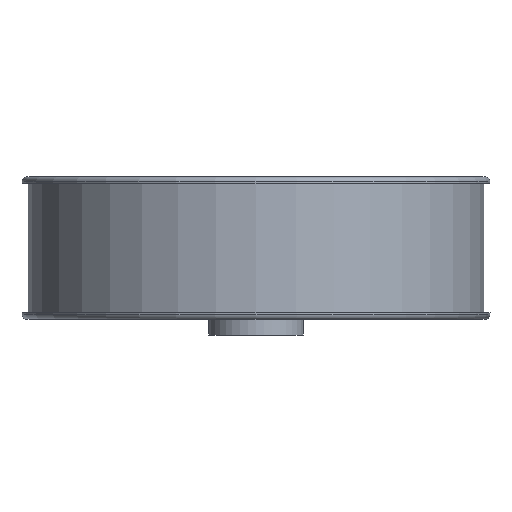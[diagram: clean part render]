
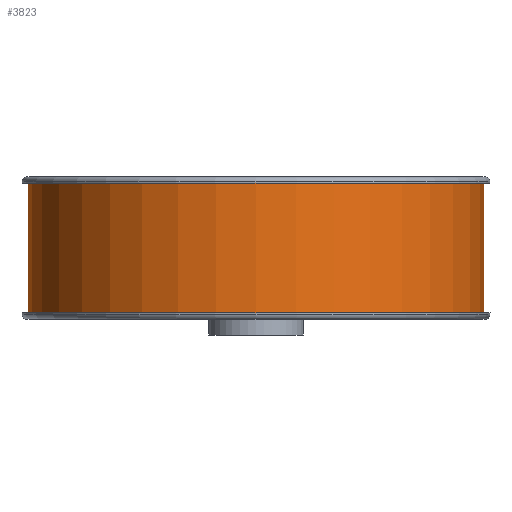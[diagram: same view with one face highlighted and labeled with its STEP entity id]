
A CAD part, front view. The second image highlights one B-rep face of the part: STEP entity #3823.
In plain terms, the highlighted cylindrical face has radius 45.72 mm (diameter 91.44 mm), a partial arc.
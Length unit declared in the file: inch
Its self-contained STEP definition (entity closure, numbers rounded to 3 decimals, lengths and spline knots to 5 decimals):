
#162 = CARTESIAN_POINT ( 'NONE',  ( 0., 0., 0.175 ) ) ;
#310 = LINE ( 'NONE', #763, #3864 ) ;
#559 = CARTESIAN_POINT ( 'NONE',  ( 0., 0., 0.75 ) ) ;
#610 = FACE_OUTER_BOUND ( 'NONE', #4945, .T. ) ;
#652 = CIRCLE ( 'NONE', #888, 1.8 ) ;
#763 = CARTESIAN_POINT ( 'NONE',  ( 1.8, 0., 0.75 ) ) ;
#887 = CARTESIAN_POINT ( 'NONE',  ( 1.8, 0., 1.2 ) ) ;
#888 = AXIS2_PLACEMENT_3D ( 'NONE', #3560, #4667, #4266 ) ;
#933 = EDGE_CURVE ( 'NONE', #2226, #1177, #3774, .T. ) ;
#960 = DIRECTION ( 'NONE',  ( 0., 0., -1. ) ) ;
#1177 = VERTEX_POINT ( 'NONE', #4430 ) ;
#1375 = DIRECTION ( 'NONE',  ( -1., 0., 0. ) ) ;
#1460 = AXIS2_PLACEMENT_3D ( 'NONE', #162, #2863, #1375 ) ;
#1673 = EDGE_CURVE ( 'NONE', #1818, #1870, #310, .T. ) ;
#1778 = EDGE_CURVE ( 'NONE', #1818, #2226, #652, .T. ) ;
#1804 = DIRECTION ( 'NONE',  ( 0., 0., -1. ) ) ;
#1818 = VERTEX_POINT ( 'NONE', #887 ) ;
#1870 = VERTEX_POINT ( 'NONE', #4792 ) ;
#2173 = EDGE_CURVE ( 'NONE', #1870, #1177, #4115, .T. ) ;
#2226 = VERTEX_POINT ( 'NONE', #4399 ) ;
#2416 = ORIENTED_EDGE ( 'NONE', *, *, #1673, .F. ) ;
#2452 = DIRECTION ( 'NONE',  ( -1., 0., 0. ) ) ;
#2863 = DIRECTION ( 'NONE',  ( 0., 0., -1. ) ) ;
#3096 = CARTESIAN_POINT ( 'NONE',  ( -1.8, 0., 0.75 ) ) ;
#3173 = VECTOR ( 'NONE', #4628, 39.37008 ) ;
#3560 = CARTESIAN_POINT ( 'NONE',  ( 0., 0., 1.2 ) ) ;
#3587 = ORIENTED_EDGE ( 'NONE', *, *, #933, .T. ) ;
#3631 = ORIENTED_EDGE ( 'NONE', *, *, #1778, .T. ) ;
#3774 = LINE ( 'NONE', #3096, #3173 ) ;
#3823 = ADVANCED_FACE ( 'NONE', ( #610 ), #4372, .T. ) ;
#3864 = VECTOR ( 'NONE', #1804, 39.37008 ) ;
#4082 = ORIENTED_EDGE ( 'NONE', *, *, #2173, .F. ) ;
#4115 = CIRCLE ( 'NONE', #1460, 1.8 ) ;
#4266 = DIRECTION ( 'NONE',  ( -1., 0., 0. ) ) ;
#4372 = CYLINDRICAL_SURFACE ( 'NONE', #4742, 1.8 ) ;
#4399 = CARTESIAN_POINT ( 'NONE',  ( -1.8, 0., 1.2 ) ) ;
#4430 = CARTESIAN_POINT ( 'NONE',  ( -1.8, 0., 0.175 ) ) ;
#4628 = DIRECTION ( 'NONE',  ( 0., 0., -1. ) ) ;
#4667 = DIRECTION ( 'NONE',  ( 0., 0., -1. ) ) ;
#4742 = AXIS2_PLACEMENT_3D ( 'NONE', #559, #960, #2452 ) ;
#4792 = CARTESIAN_POINT ( 'NONE',  ( 1.8, 0., 0.175 ) ) ;
#4945 = EDGE_LOOP ( 'NONE', ( #2416, #3631, #3587, #4082 ) ) ;
